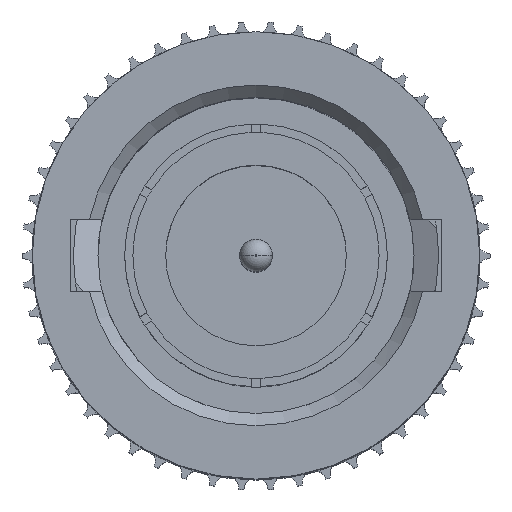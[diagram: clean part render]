
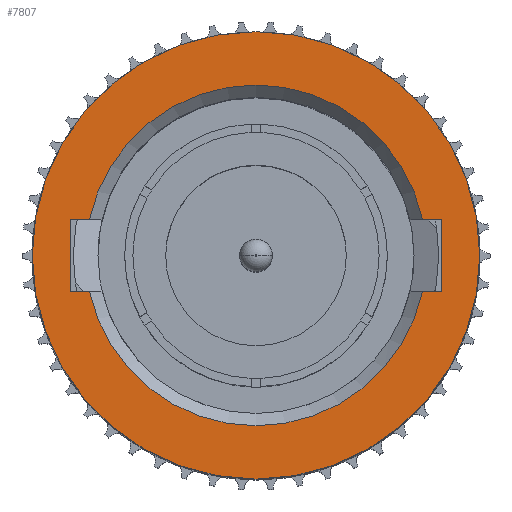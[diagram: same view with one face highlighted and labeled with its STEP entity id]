
A CAD part, top view. The second image highlights one B-rep face of the part: STEP entity #7807.
In plain terms, the highlighted planar face has unit normal (0, 0, 1).
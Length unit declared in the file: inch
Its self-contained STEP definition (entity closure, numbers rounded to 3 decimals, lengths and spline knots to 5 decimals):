
#757 = ORIENTED_EDGE ( 'NONE', *, *, #16232, .F. ) ;
#962 = EDGE_CURVE ( 'NONE', #11731, #14494, #21723, .T. ) ;
#1174 = CARTESIAN_POINT ( 'NONE',  ( -0.22627, 0.04356, 0.428 ) ) ;
#1325 = EDGE_CURVE ( 'NONE', #21168, #21944, #19864, .T. ) ;
#1459 = CARTESIAN_POINT ( 'NONE',  ( -0.20288, -0.04356, 0.428 ) ) ;
#1468 = ORIENTED_EDGE ( 'NONE', *, *, #6708, .F. ) ;
#1702 = VERTEX_POINT ( 'NONE', #19578 ) ;
#1755 = EDGE_CURVE ( 'NONE', #6124, #1702, #20443, .T. ) ;
#1882 = VERTEX_POINT ( 'NONE', #17687 ) ;
#2085 = CIRCLE ( 'NONE', #15868, 0.2075 ) ;
#2608 = AXIS2_PLACEMENT_3D ( 'NONE', #7672, #14926, #5789 ) ;
#2620 = CARTESIAN_POINT ( 'NONE',  ( -0.22627, 0.04356, 0.428 ) ) ;
#3005 = EDGE_CURVE ( 'NONE', #1882, #20174, #23999, .T. ) ;
#3520 = EDGE_LOOP ( 'NONE', ( #14099, #4378 ) ) ;
#4075 = CARTESIAN_POINT ( 'NONE',  ( 0., 0., 0.428 ) ) ;
#4269 = LINE ( 'NONE', #20657, #16240 ) ;
#4378 = ORIENTED_EDGE ( 'NONE', *, *, #4846, .T. ) ;
#4782 = DIRECTION ( 'NONE',  ( 1., 0., 0. ) ) ;
#4846 = EDGE_CURVE ( 'NONE', #1702, #6124, #14418, .T. ) ;
#4864 = VECTOR ( 'NONE', #9028, 39.37008 ) ;
#5580 = LINE ( 'NONE', #20224, #14679 ) ;
#5789 = DIRECTION ( 'NONE',  ( 1., 0., 0. ) ) ;
#5930 = CARTESIAN_POINT ( 'NONE',  ( 0., 0., 0.428 ) ) ;
#6005 = CARTESIAN_POINT ( 'NONE',  ( 0.20288, 0.04356, 0.428 ) ) ;
#6124 = VERTEX_POINT ( 'NONE', #20273 ) ;
#6409 = EDGE_CURVE ( 'NONE', #16873, #21944, #11112, .T. ) ;
#6664 = CARTESIAN_POINT ( 'NONE',  ( 0., 0., 0.428 ) ) ;
#6708 = EDGE_CURVE ( 'NONE', #14494, #21168, #4269, .T. ) ;
#7577 = PLANE ( 'NONE',  #16995 ) ;
#7672 = CARTESIAN_POINT ( 'NONE',  ( 0., 0., 0.428 ) ) ;
#7807 = ADVANCED_FACE ( 'NONE', ( #11620, #22299 ), #7577, .T. ) ;
#8456 = EDGE_CURVE ( 'NONE', #16873, #14939, #5580, .T. ) ;
#8707 = DIRECTION ( 'NONE',  ( -1., 0., 0. ) ) ;
#8731 = VECTOR ( 'NONE', #8707, 39.37008 ) ;
#9028 = DIRECTION ( 'NONE',  ( 1., 0., 0. ) ) ;
#9155 = AXIS2_PLACEMENT_3D ( 'NONE', #24064, #18517, #23682 ) ;
#9199 = DIRECTION ( 'NONE',  ( -1., 0., 0. ) ) ;
#9796 = LINE ( 'NONE', #11532, #21831 ) ;
#9973 = DIRECTION ( 'NONE',  ( 0., 1., 0. ) ) ;
#10122 = CARTESIAN_POINT ( 'NONE',  ( -0.20288, 0.04356, 0.428 ) ) ;
#11112 = CIRCLE ( 'NONE', #9155, 0.2075 ) ;
#11532 = CARTESIAN_POINT ( 'NONE',  ( -0.22627, 0.04356, 0.428 ) ) ;
#11620 = FACE_BOUND ( 'NONE', #18065, .T. ) ;
#11623 = DIRECTION ( 'NONE',  ( 0., 0., -1. ) ) ;
#11731 = VERTEX_POINT ( 'NONE', #23423 ) ;
#12850 = EDGE_CURVE ( 'NONE', #11731, #20174, #2085, .T. ) ;
#13074 = CARTESIAN_POINT ( 'NONE',  ( -0.22627, -0.04356, 0.428 ) ) ;
#14099 = ORIENTED_EDGE ( 'NONE', *, *, #1755, .T. ) ;
#14418 = CIRCLE ( 'NONE', #2608, 0.2725 ) ;
#14494 = VERTEX_POINT ( 'NONE', #15399 ) ;
#14517 = ORIENTED_EDGE ( 'NONE', *, *, #962, .F. ) ;
#14541 = DIRECTION ( 'NONE',  ( 0., 0., 1. ) ) ;
#14679 = VECTOR ( 'NONE', #9199, 39.37008 ) ;
#14760 = ORIENTED_EDGE ( 'NONE', *, *, #12850, .T. ) ;
#14926 = DIRECTION ( 'NONE',  ( 0., 0., 1. ) ) ;
#14939 = VERTEX_POINT ( 'NONE', #2620 ) ;
#15399 = CARTESIAN_POINT ( 'NONE',  ( 0.22627, -0.04356, 0.428 ) ) ;
#15779 = VECTOR ( 'NONE', #18171, 39.37008 ) ;
#15868 = AXIS2_PLACEMENT_3D ( 'NONE', #4075, #11623, #19103 ) ;
#16232 = EDGE_CURVE ( 'NONE', #14939, #1882, #9796, .T. ) ;
#16237 = CARTESIAN_POINT ( 'NONE',  ( -0.22627, -0.04356, 0.428 ) ) ;
#16240 = VECTOR ( 'NONE', #9973, 39.37008 ) ;
#16873 = VERTEX_POINT ( 'NONE', #10122 ) ;
#16995 = AXIS2_PLACEMENT_3D ( 'NONE', #5930, #18615, #22777 ) ;
#17317 = CARTESIAN_POINT ( 'NONE',  ( 0.22627, 0.04356, 0.428 ) ) ;
#17687 = CARTESIAN_POINT ( 'NONE',  ( -0.22627, -0.04356, 0.428 ) ) ;
#18065 = EDGE_LOOP ( 'NONE', ( #22744, #20327, #24313, #1468, #14517, #14760, #21157, #757 ) ) ;
#18171 = DIRECTION ( 'NONE',  ( 1., 0., 0. ) ) ;
#18517 = DIRECTION ( 'NONE',  ( 0., 0., -1. ) ) ;
#18615 = DIRECTION ( 'NONE',  ( 0., 0., 1. ) ) ;
#19103 = DIRECTION ( 'NONE',  ( 1., 0., 0. ) ) ;
#19578 = CARTESIAN_POINT ( 'NONE',  ( 0.2725, 0., 0.428 ) ) ;
#19864 = LINE ( 'NONE', #1174, #8731 ) ;
#20174 = VERTEX_POINT ( 'NONE', #1459 ) ;
#20224 = CARTESIAN_POINT ( 'NONE',  ( -0.22627, 0.04356, 0.428 ) ) ;
#20273 = CARTESIAN_POINT ( 'NONE',  ( -0.2725, 0., 0.428 ) ) ;
#20327 = ORIENTED_EDGE ( 'NONE', *, *, #6409, .T. ) ;
#20443 = CIRCLE ( 'NONE', #20830, 0.2725 ) ;
#20598 = DIRECTION ( 'NONE',  ( 0., -1., 0. ) ) ;
#20657 = CARTESIAN_POINT ( 'NONE',  ( 0.22627, 0.04356, 0.428 ) ) ;
#20830 = AXIS2_PLACEMENT_3D ( 'NONE', #6664, #14541, #4782 ) ;
#21157 = ORIENTED_EDGE ( 'NONE', *, *, #3005, .F. ) ;
#21168 = VERTEX_POINT ( 'NONE', #17317 ) ;
#21723 = LINE ( 'NONE', #16237, #15779 ) ;
#21831 = VECTOR ( 'NONE', #20598, 39.37008 ) ;
#21944 = VERTEX_POINT ( 'NONE', #6005 ) ;
#22299 = FACE_OUTER_BOUND ( 'NONE', #3520, .T. ) ;
#22744 = ORIENTED_EDGE ( 'NONE', *, *, #8456, .F. ) ;
#22777 = DIRECTION ( 'NONE',  ( 1., 0., 0. ) ) ;
#23423 = CARTESIAN_POINT ( 'NONE',  ( 0.20288, -0.04356, 0.428 ) ) ;
#23682 = DIRECTION ( 'NONE',  ( 1., 0., 0. ) ) ;
#23999 = LINE ( 'NONE', #13074, #4864 ) ;
#24064 = CARTESIAN_POINT ( 'NONE',  ( 0., 0., 0.428 ) ) ;
#24313 = ORIENTED_EDGE ( 'NONE', *, *, #1325, .F. ) ;
